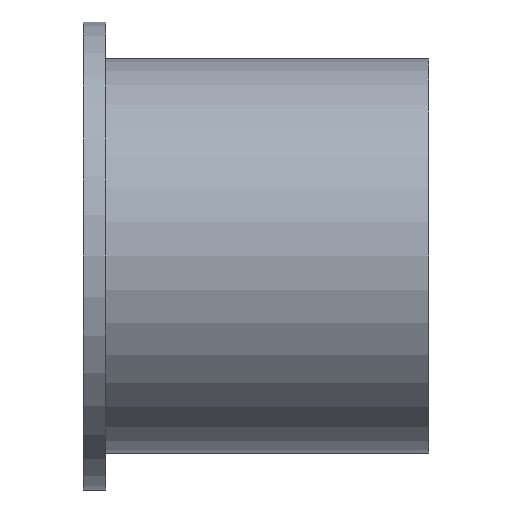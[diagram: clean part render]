
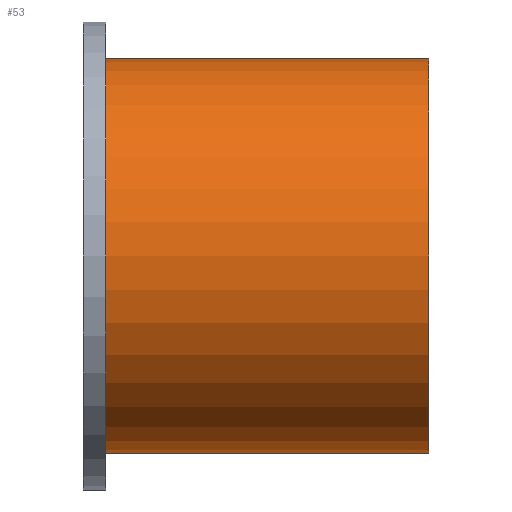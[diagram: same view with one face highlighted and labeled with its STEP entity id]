
A CAD part, left-side view. The second image highlights one B-rep face of the part: STEP entity #53.
In plain terms, the highlighted cylindrical face has radius 8.85 mm (diameter 17.7 mm), a partial arc.
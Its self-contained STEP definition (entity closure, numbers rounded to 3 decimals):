
#1 = ORIENTED_EDGE ( 'NONE', *, *, #29, .T. ) ;
#4 = VERTEX_POINT ( 'NONE', #103 ) ;
#7 = CARTESIAN_POINT ( 'NONE',  ( 0., 18.765, -8.85 ) ) ;
#8 = EDGE_CURVE ( 'NONE', #267, #218, #54, .T. ) ;
#15 = VECTOR ( 'NONE', #87, 1000. ) ;
#17 = DIRECTION ( 'NONE',  ( 0., 1., 0. ) ) ;
#21 = DIRECTION ( 'NONE',  ( 0., 1., 0. ) ) ;
#25 = CARTESIAN_POINT ( 'NONE',  ( 0., 14.5, -8.85 ) ) ;
#29 = EDGE_CURVE ( 'NONE', #4, #68, #288, .T. ) ;
#40 = CIRCLE ( 'NONE', #80, 8.85 ) ;
#43 = AXIS2_PLACEMENT_3D ( 'NONE', #205, #21, #269 ) ;
#46 = DIRECTION ( 'NONE',  ( 0., 0., 1. ) ) ;
#52 = ORIENTED_EDGE ( 'NONE', *, *, #8, .F. ) ;
#53 = ADVANCED_FACE ( 'NONE', ( #184 ), #271, .T. ) ;
#54 = LINE ( 'NONE', #7, #135 ) ;
#68 = VERTEX_POINT ( 'NONE', #136 ) ;
#76 = EDGE_CURVE ( 'NONE', #218, #68, #232, .T. ) ;
#80 = AXIS2_PLACEMENT_3D ( 'NONE', #167, #165, #46 ) ;
#87 = DIRECTION ( 'NONE',  ( 0., 1., 0. ) ) ;
#89 = CARTESIAN_POINT ( 'NONE',  ( 0., 18.765, 0. ) ) ;
#103 = CARTESIAN_POINT ( 'NONE',  ( 0., 0., 8.85 ) ) ;
#135 = VECTOR ( 'NONE', #17, 1000. ) ;
#136 = CARTESIAN_POINT ( 'NONE',  ( 0., 14.5, 8.85 ) ) ;
#140 = DIRECTION ( 'NONE',  ( 0., 1., 0. ) ) ;
#165 = DIRECTION ( 'NONE',  ( 0., 1., 0. ) ) ;
#167 = CARTESIAN_POINT ( 'NONE',  ( 0., 0., 0. ) ) ;
#178 = EDGE_LOOP ( 'NONE', ( #52, #264, #1, #225 ) ) ;
#184 = FACE_OUTER_BOUND ( 'NONE', #178, .T. ) ;
#205 = CARTESIAN_POINT ( 'NONE',  ( 0., 14.5, 0. ) ) ;
#218 = VERTEX_POINT ( 'NONE', #25 ) ;
#219 = EDGE_CURVE ( 'NONE', #267, #4, #40, .T. ) ;
#225 = ORIENTED_EDGE ( 'NONE', *, *, #76, .F. ) ;
#232 = CIRCLE ( 'NONE', #43, 8.85 ) ;
#242 = AXIS2_PLACEMENT_3D ( 'NONE', #89, #140, #287 ) ;
#259 = CARTESIAN_POINT ( 'NONE',  ( 0., 0., -8.85 ) ) ;
#264 = ORIENTED_EDGE ( 'NONE', *, *, #219, .T. ) ;
#267 = VERTEX_POINT ( 'NONE', #259 ) ;
#269 = DIRECTION ( 'NONE',  ( 0., 0., 1. ) ) ;
#271 = CYLINDRICAL_SURFACE ( 'NONE', #242, 8.85 ) ;
#287 = DIRECTION ( 'NONE',  ( 0., 0., 1. ) ) ;
#288 = LINE ( 'NONE', #291, #15 ) ;
#291 = CARTESIAN_POINT ( 'NONE',  ( 0., 18.765, 8.85 ) ) ;
